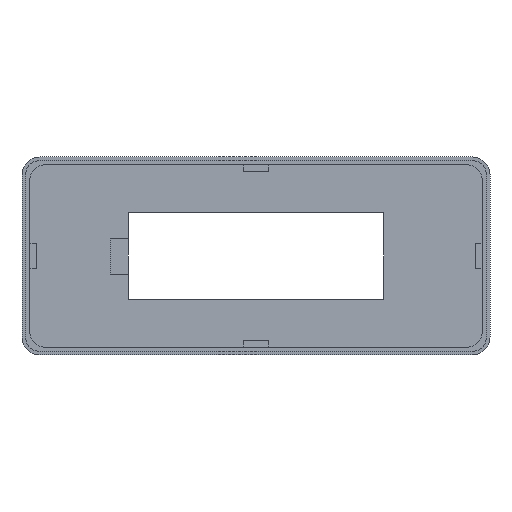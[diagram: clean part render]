
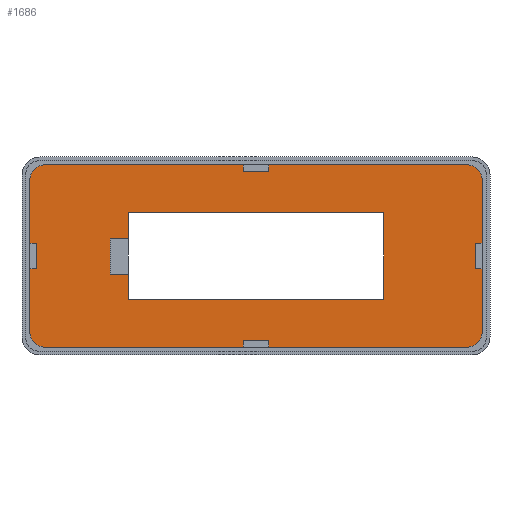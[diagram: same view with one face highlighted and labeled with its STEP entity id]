
A CAD part, left-side view. The second image highlights one B-rep face of the part: STEP entity #1686.
In plain terms, the highlighted planar face has unit normal (-1, 0, 0).
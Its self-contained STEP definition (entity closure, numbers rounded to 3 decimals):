
#64=CIRCLE($,#1788,5.);
#66=CIRCLE($,#1792,5.);
#68=CIRCLE($,#1796,5.);
#70=CIRCLE($,#1800,5.);
#100=FACE_BOUND($,#277,.T.);
#101=FACE_BOUND($,#278,.T.);
#277=EDGE_LOOP($,(#1504,#1505,#1506,#1507,#1508,#1509,#1510,#1511));
#278=EDGE_LOOP($,(#1512,#1513,#1514,#1515,#1516,#1517,#1518,#1519,#1520,
#1521,#1522,#1523,#1524,#1525,#1526,#1527,#1528,#1529,#1530,#1531,#1532,
#1533,#1534,#1535));
#280=LINE($,#2267,#490);
#284=LINE($,#2275,#494);
#287=LINE($,#2281,#497);
#291=LINE($,#2290,#501);
#299=LINE($,#2306,#509);
#311=LINE($,#2330,#521);
#319=LINE($,#2347,#529);
#327=LINE($,#2363,#537);
#339=LINE($,#2387,#549);
#347=LINE($,#2404,#557);
#355=LINE($,#2420,#565);
#366=LINE($,#2442,#576);
#373=LINE($,#2457,#583);
#381=LINE($,#2473,#591);
#393=LINE($,#2497,#603);
#401=LINE($,#2513,#611);
#404=LINE($,#2519,#614);
#407=LINE($,#2525,#617);
#410=LINE($,#2531,#620);
#455=LINE($,#2681,#665);
#458=LINE($,#2690,#668);
#461=LINE($,#2699,#671);
#463=LINE($,#2705,#673);
#465=LINE($,#2712,#675);
#468=LINE($,#2717,#678);
#470=LINE($,#2721,#680);
#472=LINE($,#2724,#682);
#473=LINE($,#2725,#683);
#490=VECTOR($,#1815,5.);
#494=VECTOR($,#1821,10.);
#497=VECTOR($,#1826,5.);
#501=VECTOR($,#1834,7.);
#509=VECTOR($,#1844,2.);
#521=VECTOR($,#1860,2.);
#529=VECTOR($,#1880,7.);
#537=VECTOR($,#1890,2.);
#549=VECTOR($,#1906,2.);
#557=VECTOR($,#1926,7.);
#565=VECTOR($,#1936,2.);
#576=VECTOR($,#1951,2.);
#583=VECTOR($,#1970,7.);
#591=VECTOR($,#1980,2.);
#603=VECTOR($,#1996,2.);
#611=VECTOR($,#2016,54.5);
#614=VECTOR($,#2021,54.5);
#617=VECTOR($,#2026,17.);
#620=VECTOR($,#2031,17.);
#665=VECTOR($,#2188,54.5);
#668=VECTOR($,#2199,17.);
#671=VECTOR($,#2210,17.);
#673=VECTOR($,#2220,54.5);
#675=VECTOR($,#2228,71.);
#678=VECTOR($,#2233,24.);
#680=VECTOR($,#2237,71.);
#682=VECTOR($,#2241,7.);
#683=VECTOR($,#2242,7.);
#700=VERTEX_POINT($,#2265);
#701=VERTEX_POINT($,#2266);
#704=VERTEX_POINT($,#2274);
#706=VERTEX_POINT($,#2280);
#708=VERTEX_POINT($,#2288);
#709=VERTEX_POINT($,#2289);
#716=VERTEX_POINT($,#2305);
#726=VERTEX_POINT($,#2329);
#728=VERTEX_POINT($,#2345);
#729=VERTEX_POINT($,#2346);
#736=VERTEX_POINT($,#2362);
#746=VERTEX_POINT($,#2386);
#748=VERTEX_POINT($,#2402);
#749=VERTEX_POINT($,#2403);
#756=VERTEX_POINT($,#2419);
#765=VERTEX_POINT($,#2441);
#766=VERTEX_POINT($,#2455);
#767=VERTEX_POINT($,#2456);
#774=VERTEX_POINT($,#2472);
#784=VERTEX_POINT($,#2496);
#786=VERTEX_POINT($,#2512);
#788=VERTEX_POINT($,#2518);
#790=VERTEX_POINT($,#2524);
#792=VERTEX_POINT($,#2530);
#838=VERTEX_POINT($,#2671);
#841=VERTEX_POINT($,#2679);
#842=VERTEX_POINT($,#2683);
#845=VERTEX_POINT($,#2697);
#846=VERTEX_POINT($,#2710);
#847=VERTEX_POINT($,#2711);
#848=VERTEX_POINT($,#2716);
#849=VERTEX_POINT($,#2720);
#850=EDGE_CURVE($,#700,#701,#280,.T.);
#854=EDGE_CURVE($,#701,#704,#284,.T.);
#857=EDGE_CURVE($,#704,#706,#287,.T.);
#861=EDGE_CURVE($,#708,#709,#291,.T.);
#869=EDGE_CURVE($,#716,#708,#299,.T.);
#881=EDGE_CURVE($,#709,#726,#311,.T.);
#889=EDGE_CURVE($,#728,#729,#319,.T.);
#897=EDGE_CURVE($,#736,#728,#327,.T.);
#909=EDGE_CURVE($,#729,#746,#339,.T.);
#917=EDGE_CURVE($,#748,#749,#347,.T.);
#925=EDGE_CURVE($,#756,#748,#355,.T.);
#936=EDGE_CURVE($,#749,#765,#366,.T.);
#943=EDGE_CURVE($,#766,#767,#373,.T.);
#951=EDGE_CURVE($,#774,#766,#381,.T.);
#963=EDGE_CURVE($,#767,#784,#393,.T.);
#971=EDGE_CURVE($,#716,#786,#401,.T.);
#974=EDGE_CURVE($,#736,#788,#404,.T.);
#977=EDGE_CURVE($,#756,#790,#407,.T.);
#980=EDGE_CURVE($,#774,#792,#410,.T.);
#1050=EDGE_CURVE($,#838,#788,#64,.T.);
#1055=EDGE_CURVE($,#841,#746,#455,.T.);
#1056=EDGE_CURVE($,#842,#790,#66,.T.);
#1060=EDGE_CURVE($,#838,#765,#458,.T.);
#1061=EDGE_CURVE($,#841,#792,#68,.T.);
#1065=EDGE_CURVE($,#845,#784,#461,.T.);
#1066=EDGE_CURVE($,#845,#786,#70,.T.);
#1069=EDGE_CURVE($,#842,#726,#463,.T.);
#1071=EDGE_CURVE($,#846,#847,#465,.T.);
#1074=EDGE_CURVE($,#847,#848,#468,.T.);
#1076=EDGE_CURVE($,#848,#849,#470,.T.);
#1078=EDGE_CURVE($,#849,#700,#472,.T.);
#1079=EDGE_CURVE($,#706,#846,#473,.T.);
#1504=ORIENTED_EDGE($,*,*,#857,.T.);
#1505=ORIENTED_EDGE($,*,*,#1079,.T.);
#1506=ORIENTED_EDGE($,*,*,#1071,.T.);
#1507=ORIENTED_EDGE($,*,*,#1074,.T.);
#1508=ORIENTED_EDGE($,*,*,#1076,.T.);
#1509=ORIENTED_EDGE($,*,*,#1078,.T.);
#1510=ORIENTED_EDGE($,*,*,#850,.T.);
#1511=ORIENTED_EDGE($,*,*,#854,.T.);
#1512=ORIENTED_EDGE($,*,*,#881,.T.);
#1513=ORIENTED_EDGE($,*,*,#1069,.F.);
#1514=ORIENTED_EDGE($,*,*,#1056,.T.);
#1515=ORIENTED_EDGE($,*,*,#977,.F.);
#1516=ORIENTED_EDGE($,*,*,#925,.T.);
#1517=ORIENTED_EDGE($,*,*,#917,.T.);
#1518=ORIENTED_EDGE($,*,*,#936,.T.);
#1519=ORIENTED_EDGE($,*,*,#1060,.F.);
#1520=ORIENTED_EDGE($,*,*,#1050,.T.);
#1521=ORIENTED_EDGE($,*,*,#974,.F.);
#1522=ORIENTED_EDGE($,*,*,#897,.T.);
#1523=ORIENTED_EDGE($,*,*,#889,.T.);
#1524=ORIENTED_EDGE($,*,*,#909,.T.);
#1525=ORIENTED_EDGE($,*,*,#1055,.F.);
#1526=ORIENTED_EDGE($,*,*,#1061,.T.);
#1527=ORIENTED_EDGE($,*,*,#980,.F.);
#1528=ORIENTED_EDGE($,*,*,#951,.T.);
#1529=ORIENTED_EDGE($,*,*,#943,.T.);
#1530=ORIENTED_EDGE($,*,*,#963,.T.);
#1531=ORIENTED_EDGE($,*,*,#1065,.F.);
#1532=ORIENTED_EDGE($,*,*,#1066,.T.);
#1533=ORIENTED_EDGE($,*,*,#971,.F.);
#1534=ORIENTED_EDGE($,*,*,#869,.T.);
#1535=ORIENTED_EDGE($,*,*,#861,.T.);
#1602=PLANE($,#1809);
#1686=ADVANCED_FACE($,(#100,#101),#1602,.F.);
#1788=AXIS2_PLACEMENT_3D($,#2672,#2179,#2180);
#1792=AXIS2_PLACEMENT_3D($,#2684,#2191,#2192);
#1796=AXIS2_PLACEMENT_3D($,#2692,#2202,#2203);
#1800=AXIS2_PLACEMENT_3D($,#2701,#2213,#2214);
#1809=AXIS2_PLACEMENT_3D($,#2726,#2243,#2244);
#1815=DIRECTION($,(0.,1.,0.));
#1821=DIRECTION($,(0.,0.,1.));
#1826=DIRECTION($,(0.,-1.,0.));
#1834=DIRECTION($,(0.,-1.,0.));
#1844=DIRECTION($,(0.,0.,1.));
#1860=DIRECTION($,(0.,0.,-1.));
#1880=DIRECTION($,(0.,1.,0.));
#1890=DIRECTION($,(0.,0.,-1.));
#1906=DIRECTION($,(0.,0.,1.));
#1926=DIRECTION($,(0.,0.,1.));
#1936=DIRECTION($,(0.,1.,0.));
#1951=DIRECTION($,(0.,-1.,0.));
#1970=DIRECTION($,(0.,0.,-1.));
#1980=DIRECTION($,(0.,-1.,0.));
#1996=DIRECTION($,(0.,1.,0.));
#2016=DIRECTION($,(0.,1.,0.));
#2021=DIRECTION($,(0.,-1.,0.));
#2026=DIRECTION($,(0.,0.,-1.));
#2031=DIRECTION($,(0.,0.,1.));
#2179=DIRECTION('center_axis',(-1.,0.,0.));
#2180=DIRECTION('ref_axis',(0.,-0.707,0.707));
#2188=DIRECTION($,(0.,-1.,0.));
#2191=DIRECTION('center_axis',(-1.,0.,0.));
#2192=DIRECTION('ref_axis',(0.,-0.707,-0.707));
#2199=DIRECTION($,(0.,0.,-1.));
#2202=DIRECTION('center_axis',(-1.,0.,0.));
#2203=DIRECTION('ref_axis',(0.,0.707,0.707));
#2210=DIRECTION($,(0.,0.,1.));
#2213=DIRECTION('center_axis',(-1.,0.,0.));
#2214=DIRECTION('ref_axis',(0.,0.707,-0.707));
#2220=DIRECTION($,(0.,1.,0.));
#2228=DIRECTION($,(0.,-1.,0.));
#2233=DIRECTION($,(0.,0.,-1.));
#2237=DIRECTION($,(0.,1.,0.));
#2241=DIRECTION($,(0.,0.,1.));
#2242=DIRECTION($,(0.,0.,1.));
#2243=DIRECTION('center_axis',(1.,0.,0.));
#2244=DIRECTION('ref_axis',(0.,0.,-1.));
#2265=CARTESIAN_POINT('',(-2.,35.5,-5.));
#2266=CARTESIAN_POINT('',(-2.,40.5,-5.));
#2267=CARTESIAN_POINT($,(-2.,20.25,-5.));
#2274=CARTESIAN_POINT('',(-2.,40.5,5.));
#2275=CARTESIAN_POINT($,(-2.,40.5,2.5));
#2280=CARTESIAN_POINT('',(-2.,35.5,5.));
#2281=CARTESIAN_POINT($,(-2.,17.75,5.));
#2288=CARTESIAN_POINT('',(-2.,3.5,-23.5));
#2289=CARTESIAN_POINT('',(-2.,-3.5,-23.5));
#2290=CARTESIAN_POINT($,(-2.,-4.2,-23.5));
#2305=CARTESIAN_POINT('',(-2.,3.5,-25.5));
#2306=CARTESIAN_POINT($,(-2.,3.5,-11.55));
#2329=CARTESIAN_POINT('',(-2.,-3.5,-25.5));
#2330=CARTESIAN_POINT($,(-2.,-3.5,-11.55));
#2345=CARTESIAN_POINT('',(-2.,-3.5,23.5));
#2346=CARTESIAN_POINT('',(-2.,3.5,23.5));
#2347=CARTESIAN_POINT($,(-2.,4.2,23.5));
#2362=CARTESIAN_POINT('',(-2.,-3.5,25.5));
#2363=CARTESIAN_POINT($,(-2.,-3.5,11.55));
#2386=CARTESIAN_POINT('',(-2.,3.5,25.5));
#2387=CARTESIAN_POINT($,(-2.,3.5,11.55));
#2402=CARTESIAN_POINT('',(-2.,-61.,-3.5));
#2403=CARTESIAN_POINT('',(-2.,-61.,3.5));
#2404=CARTESIAN_POINT($,(-2.,-61.,4.2));
#2419=CARTESIAN_POINT('',(-2.,-63.,-3.5));
#2420=CARTESIAN_POINT($,(-2.,-30.3,-3.5));
#2441=CARTESIAN_POINT('',(-2.,-63.,3.5));
#2442=CARTESIAN_POINT($,(-2.,-30.3,3.5));
#2455=CARTESIAN_POINT('',(-2.,61.,3.5));
#2456=CARTESIAN_POINT('',(-2.,61.,-3.5));
#2457=CARTESIAN_POINT($,(-2.,61.,-4.2));
#2472=CARTESIAN_POINT('',(-2.,63.,3.5));
#2473=CARTESIAN_POINT($,(-2.,30.3,3.5));
#2496=CARTESIAN_POINT('',(-2.,63.,-3.5));
#2497=CARTESIAN_POINT($,(-2.,30.3,-3.5));
#2512=CARTESIAN_POINT('',(-2.,58.,-25.5));
#2513=CARTESIAN_POINT($,(-2.,63.,-25.5));
#2518=CARTESIAN_POINT('',(-2.,-58.,25.5));
#2519=CARTESIAN_POINT($,(-2.,-63.,25.5));
#2524=CARTESIAN_POINT('',(-2.,-63.,-20.5));
#2525=CARTESIAN_POINT($,(-2.,-63.,-25.5));
#2530=CARTESIAN_POINT('',(-2.,63.,20.5));
#2531=CARTESIAN_POINT($,(-2.,63.,25.5));
#2671=CARTESIAN_POINT('',(-2.,-63.,20.5));
#2672=CARTESIAN_POINT('Origin',(-2.,-58.,20.5));
#2679=CARTESIAN_POINT('',(-2.,58.,25.5));
#2681=CARTESIAN_POINT($,(-2.,-63.,25.5));
#2683=CARTESIAN_POINT('',(-2.,-58.,-25.5));
#2684=CARTESIAN_POINT('Origin',(-2.,-58.,-20.5));
#2690=CARTESIAN_POINT($,(-2.,-63.,-25.5));
#2692=CARTESIAN_POINT('Origin',(-2.,58.,20.5));
#2697=CARTESIAN_POINT('',(-2.,63.,-20.5));
#2699=CARTESIAN_POINT($,(-2.,63.,25.5));
#2701=CARTESIAN_POINT('Origin',(-2.,58.,-20.5));
#2705=CARTESIAN_POINT($,(-2.,63.,-25.5));
#2710=CARTESIAN_POINT('',(-2.,35.5,12.));
#2711=CARTESIAN_POINT('',(-2.,-35.5,12.));
#2712=CARTESIAN_POINT($,(-2.,-17.75,12.));
#2716=CARTESIAN_POINT('',(-2.,-35.5,-12.));
#2717=CARTESIAN_POINT($,(-2.,-35.5,-6.));
#2720=CARTESIAN_POINT('',(-2.,35.5,-12.));
#2721=CARTESIAN_POINT($,(-2.,17.75,-12.));
#2724=CARTESIAN_POINT($,(-2.,35.5,6.));
#2725=CARTESIAN_POINT($,(-2.,35.5,6.));
#2726=CARTESIAN_POINT('Origin',(-2.,0.,0.));
